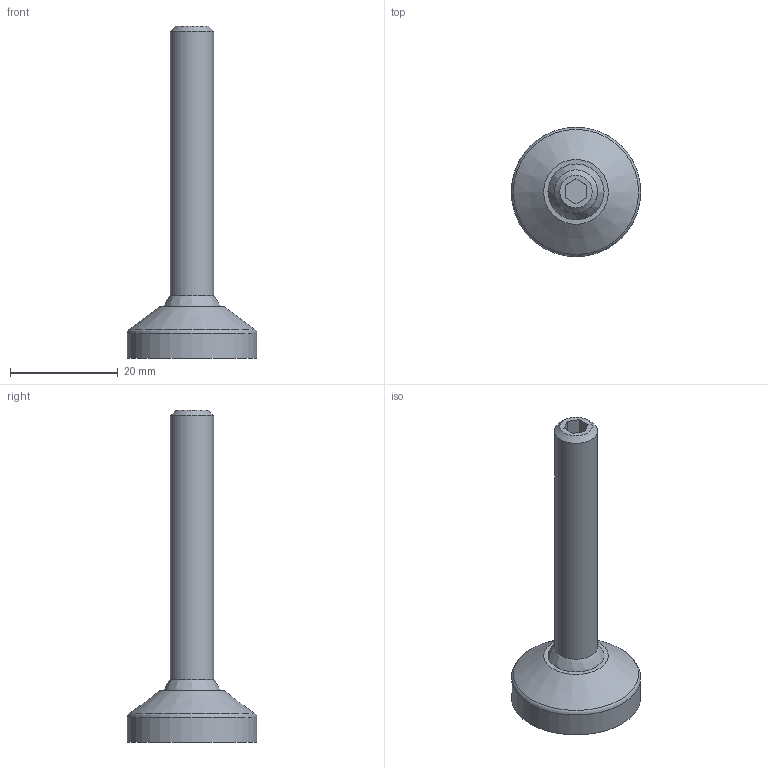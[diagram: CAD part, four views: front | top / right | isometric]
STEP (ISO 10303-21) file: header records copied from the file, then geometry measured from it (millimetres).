
FILE_DESCRIPTION( ( 'Unknown' ), '1' );
FILE_NAME( '7322820.stp', 'Unknown', ( 'Unknown' ), ( 'Unknown' ), 'PSStep 14.0', 'Unknown', ' ' );
FILE_SCHEMA( ( 'AUTOMOTIVE_DESIGN { 1 0 10303 214 1 1 1 1 }' ) );
Length unit declared in the file: millimetre
Products named in the file (1): 7322820
Bounding box: 24 x 24 x 61.54 mm (x, y, z)
Volume: 6021.6 mm3; surface area: 2706.4 mm2
Topology: 1 solids, 1 shells, 16 faces, 35 edges, 23 vertices
Faces by surface type: plane 10, cylinder 2, cone 2, torus 1, bspline 1
Full cylindrical faces by diameter (mm): 8 x1, 24 x1
Entity records: 549 total; most frequent: CARTESIAN_POINT 90, DIRECTION 66, ORIENTED_EDGE 52, EDGE_CURVE 26, AXIS2_PLACEMENT_3D 24, EDGE_LOOP 24, FACE_OUTER_BOUND 20, VERTEX_POINT 20
